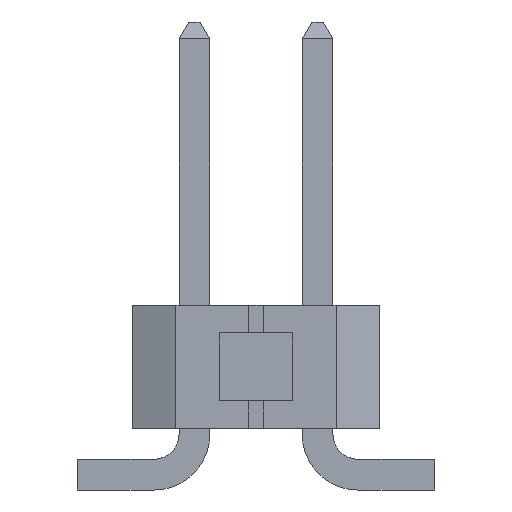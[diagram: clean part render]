
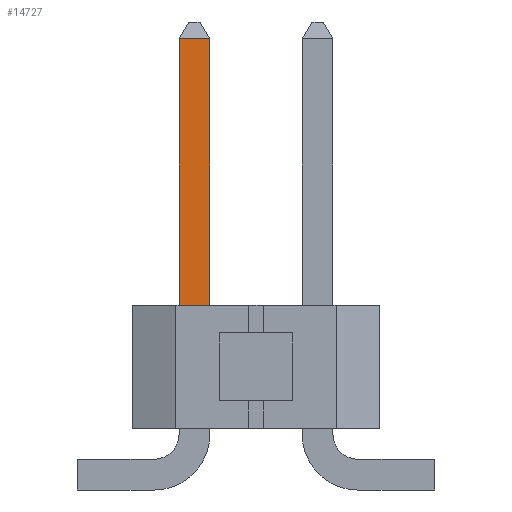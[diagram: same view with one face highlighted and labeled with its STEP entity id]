
A CAD part, left-side view. The second image highlights one B-rep face of the part: STEP entity #14727.
In plain terms, the highlighted planar face has unit normal (-1, 0, 0).
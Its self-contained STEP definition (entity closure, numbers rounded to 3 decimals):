
#1019 = ORIENTED_EDGE ( 'NONE', *, *, #35374, .T. ) ;
#1799 = CARTESIAN_POINT ( 'NONE',  ( -18.098, 1.588, 9.65 ) ) ;
#3807 = CARTESIAN_POINT ( 'NONE',  ( -18.098, 1.588, 3.81 ) ) ;
#4054 = VECTOR ( 'NONE', #27542, 1000. ) ;
#4551 = CARTESIAN_POINT ( 'NONE',  ( -18.098, 2.098, 1.145 ) ) ;
#5426 = CARTESIAN_POINT ( 'NONE',  ( -18.098, 0.953, 9.304 ) ) ;
#7302 = VECTOR ( 'NONE', #16014, 1000. ) ;
#8092 = DIRECTION ( 'NONE',  ( 1., 0., 0. ) ) ;
#8190 = ORIENTED_EDGE ( 'NONE', *, *, #9791, .F. ) ;
#8345 = CARTESIAN_POINT ( 'NONE',  ( -18.098, 0.953, 1.145 ) ) ;
#9791 = EDGE_CURVE ( 'NONE', #26135, #27719, #31352, .T. ) ;
#10394 = EDGE_LOOP ( 'NONE', ( #8190, #1019, #10602, #12407 ) ) ;
#10602 = ORIENTED_EDGE ( 'NONE', *, *, #31921, .F. ) ;
#11226 = AXIS2_PLACEMENT_3D ( 'NONE', #4551, #8092, #15593 ) ;
#11552 = CARTESIAN_POINT ( 'NONE',  ( -18.098, 1.588, 9.304 ) ) ;
#12407 = ORIENTED_EDGE ( 'NONE', *, *, #24457, .F. ) ;
#13254 = CARTESIAN_POINT ( 'NONE',  ( -18.098, 0., 3.81 ) ) ;
#14727 = ADVANCED_FACE ( 'NONE', ( #31609 ), #26031, .F. ) ;
#15593 = DIRECTION ( 'NONE',  ( 0., 0., -1. ) ) ;
#16014 = DIRECTION ( 'NONE',  ( 0., 0., -1. ) ) ;
#17932 = LINE ( 'NONE', #38609, #38603 ) ;
#19178 = VECTOR ( 'NONE', #42402, 1000. ) ;
#19456 = CARTESIAN_POINT ( 'NONE',  ( -18.098, 0.953, 3.81 ) ) ;
#23837 = DIRECTION ( 'NONE',  ( 0., 1., 0. ) ) ;
#24457 = EDGE_CURVE ( 'NONE', #27719, #47238, #36924, .T. ) ;
#26031 = PLANE ( 'NONE',  #11226 ) ;
#26135 = VERTEX_POINT ( 'NONE', #5426 ) ;
#27542 = DIRECTION ( 'NONE',  ( 0., 0., 1. ) ) ;
#27719 = VERTEX_POINT ( 'NONE', #19456 ) ;
#31352 = LINE ( 'NONE', #8345, #7302 ) ;
#31609 = FACE_OUTER_BOUND ( 'NONE', #10394, .T. ) ;
#31921 = EDGE_CURVE ( 'NONE', #47238, #46704, #40749, .T. ) ;
#35374 = EDGE_CURVE ( 'NONE', #26135, #46704, #17932, .T. ) ;
#36924 = LINE ( 'NONE', #13254, #19178 ) ;
#38603 = VECTOR ( 'NONE', #23837, 1000. ) ;
#38609 = CARTESIAN_POINT ( 'NONE',  ( -18.098, 2.098, 9.304 ) ) ;
#40749 = LINE ( 'NONE', #1799, #4054 ) ;
#42402 = DIRECTION ( 'NONE',  ( 0., 1., 0. ) ) ;
#46704 = VERTEX_POINT ( 'NONE', #11552 ) ;
#47238 = VERTEX_POINT ( 'NONE', #3807 ) ;
